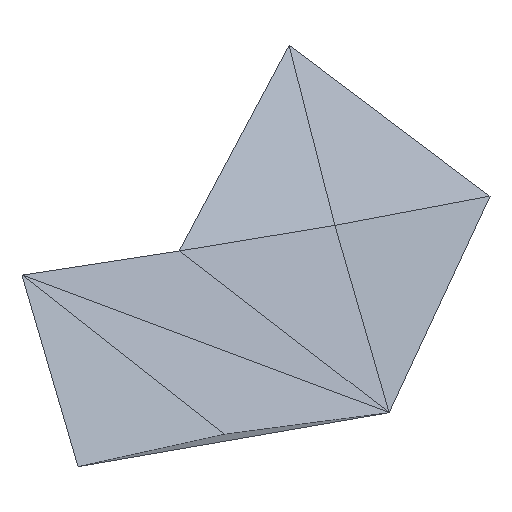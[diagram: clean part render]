
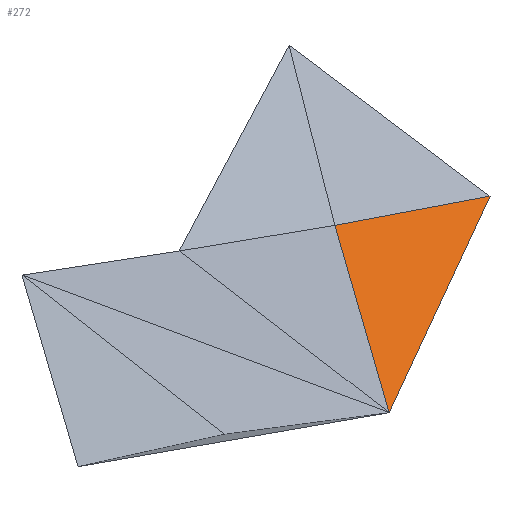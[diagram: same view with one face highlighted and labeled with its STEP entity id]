
A CAD part, isometric view. The second image highlights one B-rep face of the part: STEP entity #272.
In plain terms, the highlighted planar face has unit normal (0.082, -0.078, 0.994).
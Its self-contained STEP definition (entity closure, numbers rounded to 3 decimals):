
#101 = VERTEX_POINT('',#102);
#102 = CARTESIAN_POINT('',(-16.553,6.922,
    -6.645));
#169 = PLANE('',#170);
#170 = AXIS2_PLACEMENT_3D('',#171,#172,#173);
#171 = CARTESIAN_POINT('',(-16.492,7.096,
    -6.632));
#172 = DIRECTION('',(-0.145,0.122,-0.982));
#173 = DIRECTION('',(-0.989,0.,0.146)
  );
#218 = EDGE_CURVE('',#219,#101,#221,.T.);
#219 = VERTEX_POINT('',#220);
#220 = CARTESIAN_POINT('',(-16.368,7.184,
    -6.639));
#221 = SURFACE_CURVE('',#222,(#226,#233),.PCURVE_S1.);
#222 = LINE('',#223,#224);
#223 = CARTESIAN_POINT('',(-16.368,7.184,
    -6.639));
#224 = VECTOR('',#225,1.);
#225 = DIRECTION('',(-0.577,-0.816,-0.017)
  );
#226 = PCURVE('',#169,#227);
#227 = DEFINITIONAL_REPRESENTATION('',(#228),#232);
#228 = LINE('',#229,#230);
#229 = CARTESIAN_POINT('',(-0.124,0.088));
#230 = VECTOR('',#231,1.);
#231 = DIRECTION('',(0.569,-0.822));
#232 = ( GEOMETRIC_REPRESENTATION_CONTEXT(2) 
PARAMETRIC_REPRESENTATION_CONTEXT() REPRESENTATION_CONTEXT('2D SPACE',''
  ) );
#233 = PCURVE('',#234,#239);
#234 = PLANE('',#235);
#235 = AXIS2_PLACEMENT_3D('',#236,#237,#238);
#236 = CARTESIAN_POINT('',(-16.39,7.06,
    -6.647));
#237 = DIRECTION('',(0.082,-0.078,
    0.994));
#238 = DIRECTION('',(0.997,0.,-0.083));
#239 = DEFINITIONAL_REPRESENTATION('',(#240),#244);
#240 = LINE('',#241,#242);
#241 = CARTESIAN_POINT('',(0.022,0.124));
#242 = VECTOR('',#243,1.);
#243 = DIRECTION('',(-0.574,-0.819));
#244 = ( GEOMETRIC_REPRESENTATION_CONTEXT(2) 
PARAMETRIC_REPRESENTATION_CONTEXT() REPRESENTATION_CONTEXT('2D SPACE',''
  ) );
#272 = ADVANCED_FACE('',(#273),#234,.T.);
#273 = FACE_BOUND('',#274,.T.);
#274 = EDGE_LOOP('',(#275,#303,#304));
#275 = ORIENTED_EDGE('',*,*,#276,.T.);
#276 = EDGE_CURVE('',#277,#219,#279,.T.);
#277 = VERTEX_POINT('',#278);
#278 = CARTESIAN_POINT('',(-16.205,7.128,-6.657
    ));
#279 = SURFACE_CURVE('',#280,(#284,#291),.PCURVE_S1.);
#280 = LINE('',#281,#282);
#281 = CARTESIAN_POINT('',(-16.205,7.128,-6.657
    ));
#282 = VECTOR('',#283,1.);
#283 = DIRECTION('',(-0.941,0.322,0.103));
#284 = PCURVE('',#234,#285);
#285 = DEFINITIONAL_REPRESENTATION('',(#286),#290);
#286 = LINE('',#287,#288);
#287 = CARTESIAN_POINT('',(0.185,0.068));
#288 = VECTOR('',#289,1.);
#289 = DIRECTION('',(-0.947,0.323));
#290 = ( GEOMETRIC_REPRESENTATION_CONTEXT(2) 
PARAMETRIC_REPRESENTATION_CONTEXT() REPRESENTATION_CONTEXT('2D SPACE',''
  ) );
#291 = PCURVE('',#292,#297);
#292 = PLANE('',#293);
#293 = AXIS2_PLACEMENT_3D('',#294,#295,#296);
#294 = CARTESIAN_POINT('',(-16.267,7.238,
    -6.623));
#295 = DIRECTION('',(-0.005,0.293,-0.956)
  );
#296 = DIRECTION('',(0.,-0.956,-0.293));
#297 = DEFINITIONAL_REPRESENTATION('',(#298),#302);
#298 = LINE('',#299,#300);
#299 = CARTESIAN_POINT('',(0.115,-0.062));
#300 = VECTOR('',#301,1.);
#301 = DIRECTION('',(-0.338,0.941));
#302 = ( GEOMETRIC_REPRESENTATION_CONTEXT(2) 
PARAMETRIC_REPRESENTATION_CONTEXT() REPRESENTATION_CONTEXT('2D SPACE',''
  ) );
#303 = ORIENTED_EDGE('',*,*,#218,.T.);
#304 = ORIENTED_EDGE('',*,*,#305,.T.);
#305 = EDGE_CURVE('',#101,#277,#306,.T.);
#306 = SURFACE_CURVE('',#307,(#311),.PCURVE_S1.);
#307 = LINE('',#308,#309);
#308 = CARTESIAN_POINT('',(-16.553,6.922,
    -6.645));
#309 = VECTOR('',#310,1.);
#310 = DIRECTION('',(0.86,0.509,-0.031));
#311 = PCURVE('',#234,#312);
#312 = DEFINITIONAL_REPRESENTATION('',(#313),#317);
#313 = LINE('',#314,#315);
#314 = CARTESIAN_POINT('',(-0.162,-0.138));
#315 = VECTOR('',#316,1.);
#316 = DIRECTION('',(0.86,0.51));
#317 = ( GEOMETRIC_REPRESENTATION_CONTEXT(2) 
PARAMETRIC_REPRESENTATION_CONTEXT() REPRESENTATION_CONTEXT('2D SPACE',''
  ) );
